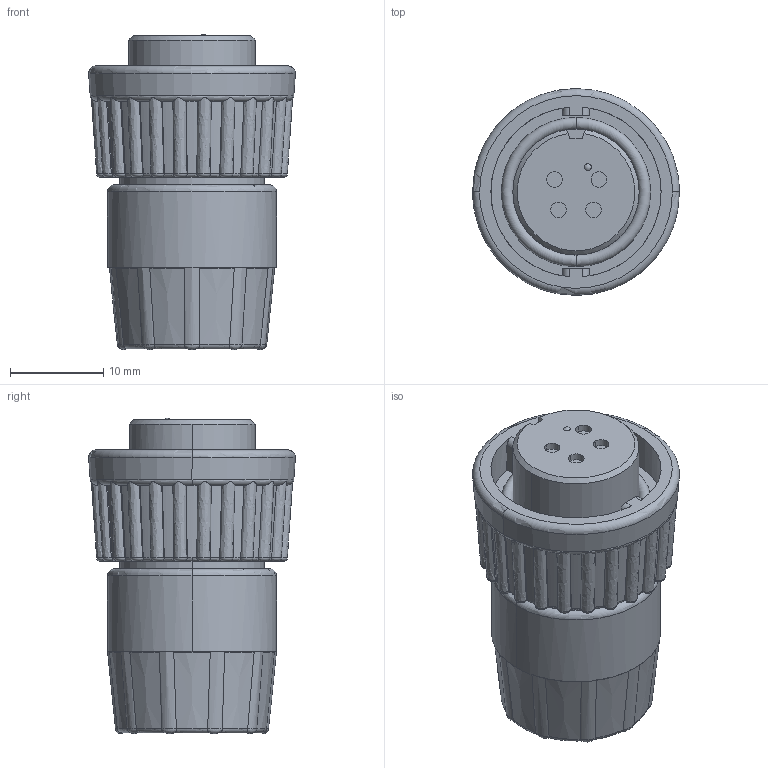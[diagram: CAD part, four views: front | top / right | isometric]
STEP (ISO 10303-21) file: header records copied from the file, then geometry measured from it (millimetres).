
FILE_DESCRIPTION (( 'STEP AP203' ), '1' );
FILE_NAME ('3280-4SG-328.STEP', '2012-09-25T17:50:22', ( '21FPBF1' ), ( 'Conxall' ), 'SwSTEP 2.0', 'SolidWorks 2011', '' );
FILE_SCHEMA (( 'CONFIG_CONTROL_DESIGN' ));
Length unit declared in the file: inch
Products named in the file (1): 3280-4SG-328
Bounding box: 22.22 x 22.22 x 33.88 mm (x, y, z)
Volume: 8144.5 mm3; surface area: 3489.3 mm2
Topology: 1 solids, 1 shells, 274 faces, 745 edges, 484 vertices
Faces by surface type: bspline 107, plane 57, torus 41, cone 39, cylinder 29, sphere 1
Entity records: 13967 total; most frequent: CARTESIAN_POINT 8291, ORIENTED_EDGE 1484, DIRECTION 803, EDGE_CURVE 742, VERTEX_POINT 482, AXIS2_PLACEMENT_3D 359, B_SPLINE_CURVE_WITH_KNOTS 349, EDGE_LOOP 286
